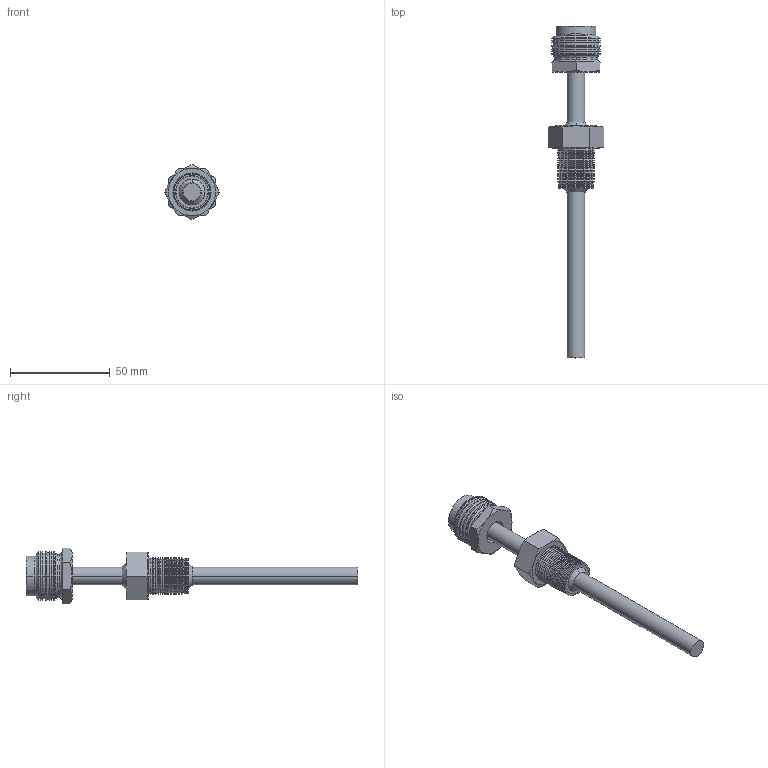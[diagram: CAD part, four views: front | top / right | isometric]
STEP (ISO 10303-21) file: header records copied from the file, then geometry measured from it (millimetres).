
FILE_DESCRIPTION((''),'2;1');
FILE_NAME('GCC-TP1-108-1001_ASM','2019-08-07T',('johnarm'),('Rosemount Measurement Division'),'CREO PARAMETRIC BY PTC INC, 2017170','CREO PARAMETRIC BY PTC INC, 2017170','');
FILE_SCHEMA(('CONFIG_CONTROL_DESIGN'));
Length unit declared in the file: millimetre
Products named in the file (5): GCC-108-TUBE_AF0; 00108-0100-0001; 00108-0110-0001_AF0; 00108-0120-0001_AF1; GCC-TP1-108-1001_ASM
Assembly tree (4 placements, depth 2):
  GCC-TP1-108-1001_ASM
    GCC-108-TUBE_AF0
    00108-0100-0001
    00108-0110-0001_AF0
    00108-0120-0001_AF1
Bounding box: 27.71 x 166 x 27.71 mm (x, y, z)
Volume: 20551.1 mm3; surface area: 19416.7 mm2
Topology: 4 solids, 6 shells, 237 faces, 504 edges, 282 vertices
Faces by surface type: cone 162, plane 39, cylinder 28, torus 8
Entity records: 6685 total; most frequent: CARTESIAN_POINT 1320, DIRECTION 1246, ORIENTED_EDGE 1000, AXIS2_PLACEMENT_3D 516, EDGE_CURVE 504, VERTEX_POINT 282, CIRCLE 266, EDGE_LOOP 250
